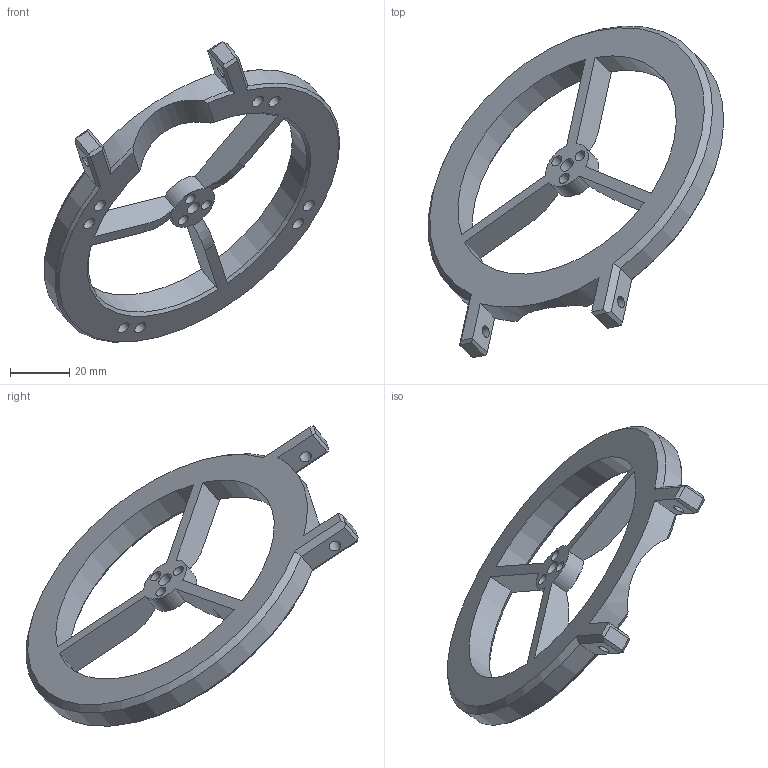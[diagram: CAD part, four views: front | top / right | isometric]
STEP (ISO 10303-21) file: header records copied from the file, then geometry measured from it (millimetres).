
FILE_DESCRIPTION(/* description */ (''),/* implementation_level */ '2;1');
FILE_NAME(/* name */ 'Composant19.step',/* time_stamp */ '2025-11-07T05:40:36+01:00',/* author */ (''),/* organization */ (''),/* preprocessor_version */ 'ST-DEVELOPER v20.1',/* originating_system */ 'Autodesk Translation Framework v14.17.0.0',/* authorisation */ '');
FILE_SCHEMA (('AUTOMOTIVE_DESIGN { 1 0 10303 214 3 1 1 }'));
Length unit declared in the file: millimetre
Products named in the file (1): FusionComponent
Bounding box: 100.03 x 112.37 x 101.61 mm (x, y, z)
Volume: 45778.4 mm3; surface area: 19705.9 mm2
Topology: 1 solids, 1 shells, 84 faces, 215 edges, 138 vertices
Faces by surface type: plane 46, cylinder 27, cone 8, bspline 2, torus 1
Full cylindrical faces by diameter (mm): 4 x5, 4.5 x8, 5 x1
Entity records: 2696 total; most frequent: CARTESIAN_POINT 576, ORIENTED_EDGE 430, DIRECTION 429, EDGE_CURVE 215, AXIS2_PLACEMENT_3D 153, VERTEX_POINT 138, LINE 123, VECTOR 123
